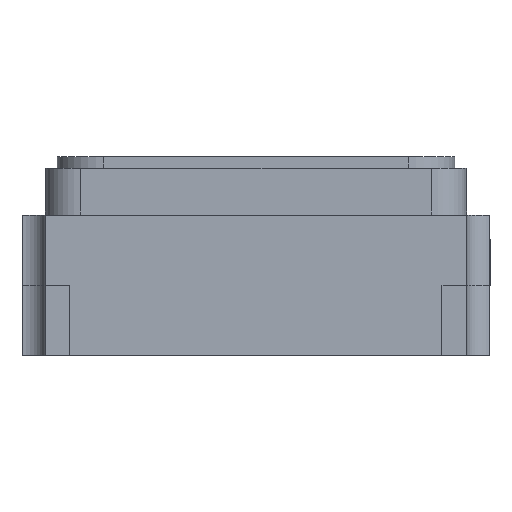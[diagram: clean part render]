
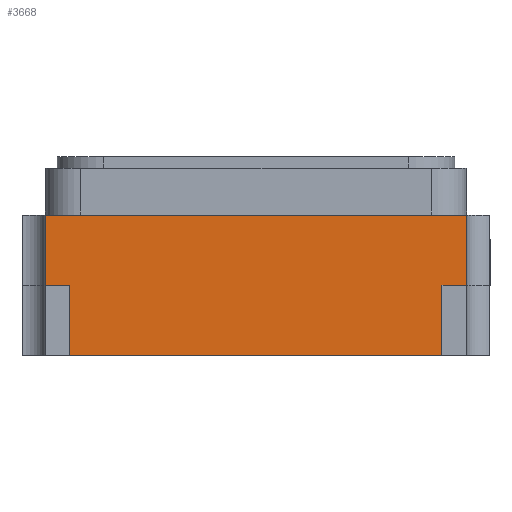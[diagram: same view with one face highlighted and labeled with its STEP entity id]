
A CAD part, left-side view. The second image highlights one B-rep face of the part: STEP entity #3668.
In plain terms, the highlighted planar face has unit normal (-1, 0, 0).
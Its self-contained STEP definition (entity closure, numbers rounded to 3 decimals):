
#419=ORIENTED_EDGE('',*,*,#1475,.T.);
#420=ORIENTED_EDGE('',*,*,#1450,.T.);
#421=ORIENTED_EDGE('',*,*,#1476,.F.);
#422=ORIENTED_EDGE('',*,*,#1477,.F.);
#423=ORIENTED_EDGE('',*,*,#1478,.F.);
#424=ORIENTED_EDGE('',*,*,#1479,.F.);
#425=ORIENTED_EDGE('',*,*,#1473,.T.);
#426=ORIENTED_EDGE('',*,*,#1480,.T.);
#1450=EDGE_CURVE('',#1980,#1979,#2333,.T.);
#1473=EDGE_CURVE('',#2001,#2000,#2355,.T.);
#1475=EDGE_CURVE('',#2002,#1980,#2356,.T.);
#1476=EDGE_CURVE('',#2003,#1979,#2357,.T.);
#1477=EDGE_CURVE('',#2004,#2003,#2358,.T.);
#1478=EDGE_CURVE('',#2005,#2004,#2359,.T.);
#1479=EDGE_CURVE('',#2001,#2005,#2360,.T.);
#1480=EDGE_CURVE('',#2000,#2002,#2361,.T.);
#1979=VERTEX_POINT('',#5691);
#1980=VERTEX_POINT('',#5693);
#2000=VERTEX_POINT('',#5737);
#2001=VERTEX_POINT('',#5739);
#2002=VERTEX_POINT('',#5743);
#2003=VERTEX_POINT('',#5745);
#2004=VERTEX_POINT('',#5747);
#2005=VERTEX_POINT('',#5749);
#2333=LINE('',#5692,#2704);
#2355=LINE('',#5738,#2726);
#2356=LINE('',#5742,#2727);
#2357=LINE('',#5744,#2728);
#2358=LINE('',#5746,#2729);
#2359=LINE('',#5748,#2730);
#2360=LINE('',#5750,#2731);
#2361=LINE('',#5751,#2732);
#2704=VECTOR('',#4848,1000.);
#2726=VECTOR('',#4876,1000.);
#2727=VECTOR('',#4881,1000.);
#2728=VECTOR('',#4882,1000.);
#2729=VECTOR('',#4883,1000.);
#2730=VECTOR('',#4884,1000.);
#2731=VECTOR('',#4885,1000.);
#2732=VECTOR('',#4886,1000.);
#3058=EDGE_LOOP('',(#419,#420,#421,#422,#423,#424,#425,#426));
#3277=FACE_BOUND('',#3058,.T.);
#3495=PLANE('',#4603);
#3668=ADVANCED_FACE('',(#3277),#3495,.F.);
#4603=AXIS2_PLACEMENT_3D('',#5741,#4879,#4880);
#4848=DIRECTION('',(0.,-1.,0.));
#4876=DIRECTION('',(0.,0.,-1.));
#4879=DIRECTION('',(1.,0.,0.));
#4880=DIRECTION('',(0.,0.,-1.));
#4881=DIRECTION('',(0.,0.,-1.));
#4882=DIRECTION('',(0.,0.,-1.));
#4883=DIRECTION('',(0.,1.,0.));
#4884=DIRECTION('',(0.,0.,-1.));
#4885=DIRECTION('',(0.,-1.,0.));
#4886=DIRECTION('',(0.,-1.,0.));
#5691=CARTESIAN_POINT('',(-1.25,-0.795,0.));
#5692=CARTESIAN_POINT('',(-1.25,0.9,0.));
#5693=CARTESIAN_POINT('',(-1.25,0.795,0.));
#5737=CARTESIAN_POINT('',(-1.25,0.9,0.3));
#5738=CARTESIAN_POINT('',(-1.25,0.9,0.6));
#5739=CARTESIAN_POINT('',(-1.25,0.9,0.6));
#5741=CARTESIAN_POINT('',(-1.25,0.9,0.6));
#5742=CARTESIAN_POINT('',(-1.25,0.795,0.3));
#5743=CARTESIAN_POINT('',(-1.25,0.795,0.3));
#5744=CARTESIAN_POINT('',(-1.25,-0.795,0.3));
#5745=CARTESIAN_POINT('',(-1.25,-0.795,0.3));
#5746=CARTESIAN_POINT('',(-1.25,-0.9,0.3));
#5747=CARTESIAN_POINT('',(-1.25,-0.9,0.3));
#5748=CARTESIAN_POINT('',(-1.25,-0.9,0.6));
#5749=CARTESIAN_POINT('',(-1.25,-0.9,0.6));
#5750=CARTESIAN_POINT('',(-1.25,0.9,0.6));
#5751=CARTESIAN_POINT('',(-1.25,0.9,0.3));
